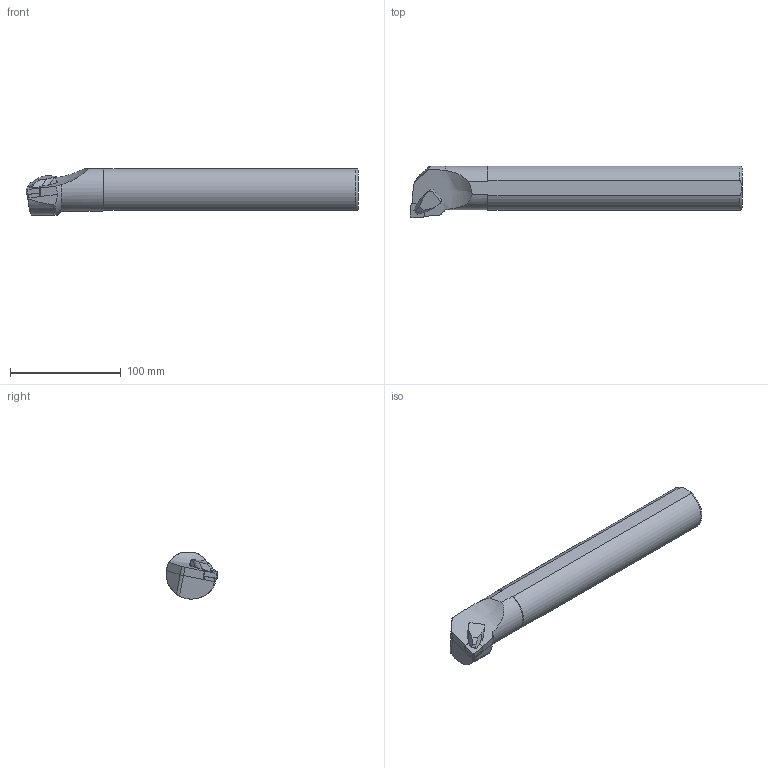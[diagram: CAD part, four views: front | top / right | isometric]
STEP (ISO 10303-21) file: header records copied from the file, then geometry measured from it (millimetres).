
FILE_DESCRIPTION(/* description */ (''),/* implementation_level */ '2;1');
FILE_NAME(/* name */ 'A40T-TCLNR-12.stp',/* time_stamp */ '2023-10-04T16:07:55+03:00',/* author */ (''),/* organization */ (''),/* preprocessor_version */ 'ST-DEVELOPER v19.4',/* originating_system */ 'SIEMENS PLM Software NX2306.3001',/* authorisation */ '');
FILE_SCHEMA (('AUTOMOTIVE_DESIGN { 1 0 10303 214 3 1 1 1 }'));
Length unit declared in the file: millimetre
Products named in the file (1): A40T-TCLNR-12
Bounding box: 299.92 x 46.94 x 41.75 mm (x, y, z)
Volume: 355895.5 mm3; surface area: 40436.3 mm2
Topology: 2 solids, 2 shells, 92 faces, 229 edges, 142 vertices
Faces by surface type: plane 40, cylinder 38, bspline 6, cone 3, torus 3, sphere 2
Full cylindrical faces by diameter (mm): 4.4 x1, 6.2 x1
Entity records: 3809 total; most frequent: CARTESIAN_POINT 997, DIRECTION 445, ORIENTED_EDGE 444, EDGE_CURVE 222, AXIS2_PLACEMENT_3D 168, VERTEX_POINT 141, LINE 109, VECTOR 109
